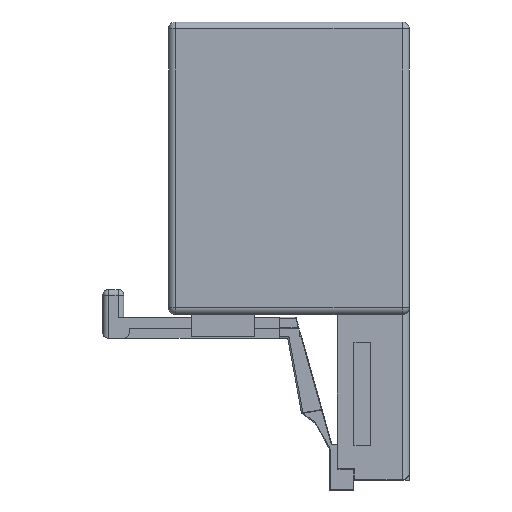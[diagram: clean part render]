
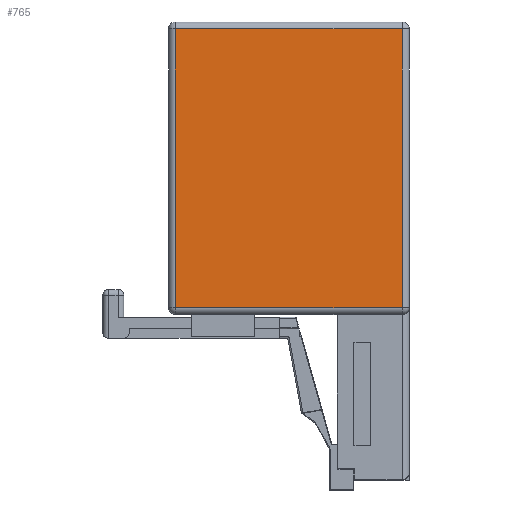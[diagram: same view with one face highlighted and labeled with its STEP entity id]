
A CAD part, left-side view. The second image highlights one B-rep face of the part: STEP entity #765.
In plain terms, the highlighted planar face has unit normal (-1, 0, 0).
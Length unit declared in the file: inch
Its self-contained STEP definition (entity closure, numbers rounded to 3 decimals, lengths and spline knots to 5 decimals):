
#737 = ORIENTED_EDGE ( 'NONE', *, *, #738, .T. ) ;
#738 = EDGE_CURVE ( 'NONE', #776, #769, #2141, .T. ) ;
#765 = ADVANCED_FACE ( 'NONE', ( #2227 ), #2225, .F. ) ;
#766 = EDGE_LOOP ( 'NONE', ( #767, #771, #774, #737 ) ) ;
#767 = ORIENTED_EDGE ( 'NONE', *, *, #768, .T. ) ;
#768 = EDGE_CURVE ( 'NONE', #769, #770, #2220, .T. ) ;
#769 = VERTEX_POINT ( 'NONE', #2216 ) ;
#770 = VERTEX_POINT ( 'NONE', #2215 ) ;
#771 = ORIENTED_EDGE ( 'NONE', *, *, #772, .T. ) ;
#772 = EDGE_CURVE ( 'NONE', #770, #773, #2214, .T. ) ;
#773 = VERTEX_POINT ( 'NONE', #2210 ) ;
#774 = ORIENTED_EDGE ( 'NONE', *, *, #775, .T. ) ;
#775 = EDGE_CURVE ( 'NONE', #773, #776, #2209, .T. ) ;
#776 = VERTEX_POINT ( 'NONE', #2205 ) ;
#2138 = DIRECTION ( 'NONE',  ( 0., 1., 0. ) ) ;
#2139 = VECTOR ( 'NONE', #2138, 39.37008 ) ;
#2140 = CARTESIAN_POINT ( 'NONE',  ( -0.32, 0.436, 0.505 ) ) ;
#2141 = LINE ( 'NONE', #2140, #2139 ) ;
#2205 = CARTESIAN_POINT ( 'NONE',  ( -0.32, -0.411, 0.505 ) ) ;
#2206 = DIRECTION ( 'NONE',  ( 0., 0., 1. ) ) ;
#2207 = VECTOR ( 'NONE', #2206, 39.37008 ) ;
#2208 = CARTESIAN_POINT ( 'NONE',  ( -0.32, -0.411, 0.53 ) ) ;
#2209 = LINE ( 'NONE', #2208, #2207 ) ;
#2210 = CARTESIAN_POINT ( 'NONE',  ( -0.32, -0.411, -0.505 ) ) ;
#2211 = DIRECTION ( 'NONE',  ( 0., -1., 0. ) ) ;
#2212 = VECTOR ( 'NONE', #2211, 39.37008 ) ;
#2213 = CARTESIAN_POINT ( 'NONE',  ( -0.32, 0.436, -0.505 ) ) ;
#2214 = LINE ( 'NONE', #2213, #2212 ) ;
#2215 = CARTESIAN_POINT ( 'NONE',  ( -0.32, 0.411, -0.505 ) ) ;
#2216 = CARTESIAN_POINT ( 'NONE',  ( -0.32, 0.411, 0.505 ) ) ;
#2217 = DIRECTION ( 'NONE',  ( 0., 0., -1. ) ) ;
#2218 = VECTOR ( 'NONE', #2217, 39.37008 ) ;
#2219 = CARTESIAN_POINT ( 'NONE',  ( -0.32, 0.411, 0.53 ) ) ;
#2220 = LINE ( 'NONE', #2219, #2218 ) ;
#2221 = DIRECTION ( 'NONE',  ( 0., 0., -1. ) ) ;
#2222 = DIRECTION ( 'NONE',  ( 1., 0., 0. ) ) ;
#2223 = CARTESIAN_POINT ( 'NONE',  ( -0.32, 0.436, 0.53 ) ) ;
#2224 = AXIS2_PLACEMENT_3D ( 'NONE', #2223, #2222, #2221 ) ;
#2225 = PLANE ( 'NONE',  #2224 ) ;
#2227 = FACE_OUTER_BOUND ( 'NONE', #766, .T. ) ;
